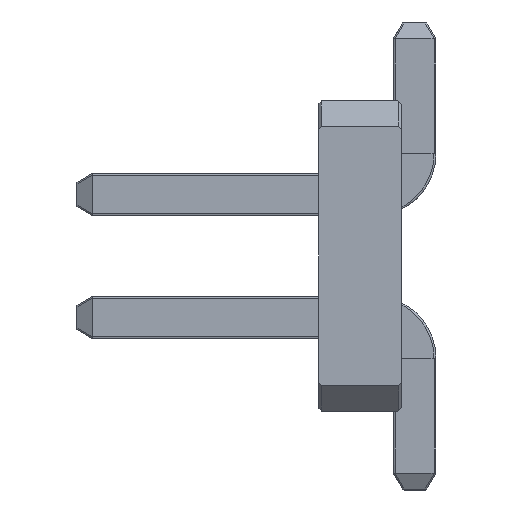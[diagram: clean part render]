
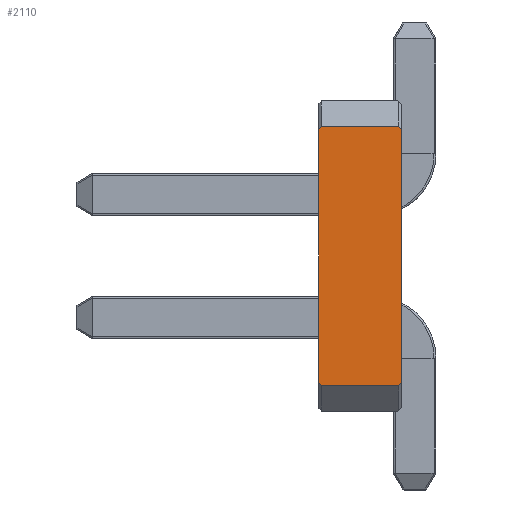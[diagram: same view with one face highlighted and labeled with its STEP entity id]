
A CAD part, left-side view. The second image highlights one B-rep face of the part: STEP entity #2110.
In plain terms, the highlighted planar face has unit normal (-1, 0, 0).
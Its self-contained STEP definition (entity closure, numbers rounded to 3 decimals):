
#13 = EDGE_CURVE ( 'NONE', #3170, #549, #2496, .T. ) ;
#38 = CARTESIAN_POINT ( 'NONE',  ( -0.635, 0.85, 1.34 ) ) ;
#39 = CARTESIAN_POINT ( 'NONE',  ( -0.635, 0.85, -1.34 ) ) ;
#60 = CARTESIAN_POINT ( 'NONE',  ( -0.635, 0.825, 1.34 ) ) ;
#62 = CARTESIAN_POINT ( 'NONE',  ( -0.635, 0.85, 1.305 ) ) ;
#143 = EDGE_CURVE ( 'NONE', #3204, #2883, #2594, .T. ) ;
#172 = ORIENTED_EDGE ( 'NONE', *, *, #1889, .F. ) ;
#180 = VECTOR ( 'NONE', #1985, 1000. ) ;
#228 = CARTESIAN_POINT ( 'NONE',  ( -0.635, 0.85, -1.34 ) ) ;
#310 = AXIS2_PLACEMENT_3D ( 'NONE', #228, #1222, #1747 ) ;
#335 = DIRECTION ( 'NONE',  ( 0., 0., 1. ) ) ;
#338 = EDGE_CURVE ( 'NONE', #1722, #2361, #1077, .T. ) ;
#348 = DIRECTION ( 'NONE',  ( 0., -0.577, 0.816 ) ) ;
#458 = VECTOR ( 'NONE', #348, 1000. ) ;
#521 = CARTESIAN_POINT ( 'NONE',  ( -0.635, 0.025, 1.34 ) ) ;
#549 = VERTEX_POINT ( 'NONE', #62 ) ;
#566 = EDGE_CURVE ( 'NONE', #3170, #864, #793, .T. ) ;
#574 = LINE ( 'NONE', #39, #3108 ) ;
#631 = DIRECTION ( 'NONE',  ( 0., -1., 0. ) ) ;
#677 = CARTESIAN_POINT ( 'NONE',  ( -0.635, 0.825, -1.34 ) ) ;
#793 = LINE ( 'NONE', #38, #1416 ) ;
#830 = ORIENTED_EDGE ( 'NONE', *, *, #143, .T. ) ;
#864 = VERTEX_POINT ( 'NONE', #3052 ) ;
#960 = CARTESIAN_POINT ( 'NONE',  ( -0.635, 1.008, 1.081 ) ) ;
#1000 = FACE_OUTER_BOUND ( 'NONE', #2860, .T. ) ;
#1036 = DIRECTION ( 'NONE',  ( 0., 0., 1. ) ) ;
#1077 = LINE ( 'NONE', #2557, #3030 ) ;
#1081 = EDGE_CURVE ( 'NONE', #2170, #3204, #3113, .T. ) ;
#1127 = DIRECTION ( 'NONE',  ( 0., -0.577, -0.816 ) ) ;
#1222 = DIRECTION ( 'NONE',  ( 1., 0., 0. ) ) ;
#1247 = ORIENTED_EDGE ( 'NONE', *, *, #338, .T. ) ;
#1266 = ORIENTED_EDGE ( 'NONE', *, *, #566, .F. ) ;
#1272 = CARTESIAN_POINT ( 'NONE',  ( -0.635, 0.85, -1.305 ) ) ;
#1365 = CARTESIAN_POINT ( 'NONE',  ( -0.635, 0.85, -1.34 ) ) ;
#1373 = CARTESIAN_POINT ( 'NONE',  ( -0.635, 0.025, -1.34 ) ) ;
#1416 = VECTOR ( 'NONE', #1791, 1000. ) ;
#1593 = LINE ( 'NONE', #2106, #458 ) ;
#1675 = VECTOR ( 'NONE', #631, 1000. ) ;
#1714 = VECTOR ( 'NONE', #1788, 1000. ) ;
#1722 = VERTEX_POINT ( 'NONE', #3085 ) ;
#1747 = DIRECTION ( 'NONE',  ( 0., 0., -1. ) ) ;
#1768 = ORIENTED_EDGE ( 'NONE', *, *, #2927, .T. ) ;
#1788 = DIRECTION ( 'NONE',  ( 0., 0.577, 0.816 ) ) ;
#1791 = DIRECTION ( 'NONE',  ( 0., -1., 0. ) ) ;
#1815 = VECTOR ( 'NONE', #1127, 1000. ) ;
#1840 = CARTESIAN_POINT ( 'NONE',  ( -0.635, 1.008, -1.081 ) ) ;
#1889 = EDGE_CURVE ( 'NONE', #2170, #549, #574, .T. ) ;
#1985 = DIRECTION ( 'NONE',  ( 0., 0.577, -0.816 ) ) ;
#2073 = ORIENTED_EDGE ( 'NONE', *, *, #1081, .T. ) ;
#2106 = CARTESIAN_POINT ( 'NONE',  ( -0.635, 0.025, -1.34 ) ) ;
#2110 = ADVANCED_FACE ( 'NONE', ( #1000 ), #3187, .F. ) ;
#2170 = VERTEX_POINT ( 'NONE', #1272 ) ;
#2261 = LINE ( 'NONE', #521, #1714 ) ;
#2361 = VERTEX_POINT ( 'NONE', #2868 ) ;
#2496 = LINE ( 'NONE', #960, #180 ) ;
#2557 = CARTESIAN_POINT ( 'NONE',  ( -0.635, 0., -1.34 ) ) ;
#2594 = LINE ( 'NONE', #1365, #1675 ) ;
#2729 = ORIENTED_EDGE ( 'NONE', *, *, #13, .T. ) ;
#2860 = EDGE_LOOP ( 'NONE', ( #172, #2073, #830, #1768, #1247, #3105, #1266, #2729 ) ) ;
#2868 = CARTESIAN_POINT ( 'NONE',  ( -0.635, 0., 1.305 ) ) ;
#2883 = VERTEX_POINT ( 'NONE', #1373 ) ;
#2927 = EDGE_CURVE ( 'NONE', #2883, #1722, #1593, .T. ) ;
#3030 = VECTOR ( 'NONE', #335, 1000. ) ;
#3052 = CARTESIAN_POINT ( 'NONE',  ( -0.635, 0.025, 1.34 ) ) ;
#3085 = CARTESIAN_POINT ( 'NONE',  ( -0.635, 0., -1.305 ) ) ;
#3105 = ORIENTED_EDGE ( 'NONE', *, *, #3143, .T. ) ;
#3108 = VECTOR ( 'NONE', #1036, 1000. ) ;
#3113 = LINE ( 'NONE', #1840, #1815 ) ;
#3143 = EDGE_CURVE ( 'NONE', #2361, #864, #2261, .T. ) ;
#3170 = VERTEX_POINT ( 'NONE', #60 ) ;
#3187 = PLANE ( 'NONE',  #310 ) ;
#3204 = VERTEX_POINT ( 'NONE', #677 ) ;
